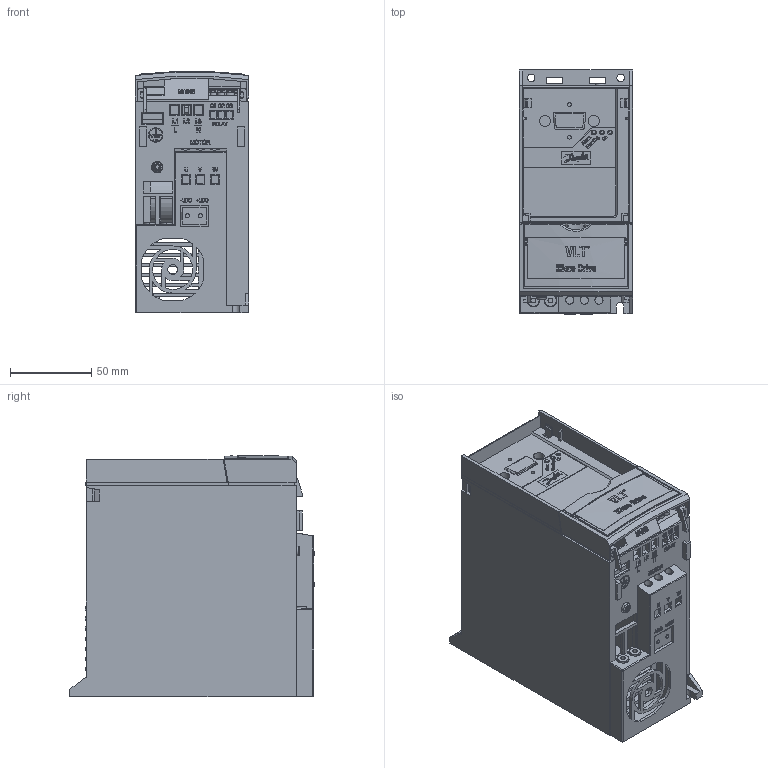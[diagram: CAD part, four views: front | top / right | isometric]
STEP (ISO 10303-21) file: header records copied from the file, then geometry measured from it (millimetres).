
FILE_DESCRIPTION((''),'2;1');
FILE_NAME('M1-FOR-MARKETING','2006-10-29T',('cn1241'),('Danfoss Drives A/S'),'PRO/ENGINEER BY PARAMETRIC TECHNOLOGY CORPORATION, 2004130','PRO/ENGINEER BY PARAMETRIC TECHNOLOGY CORPORATION, 2004130','');
FILE_SCHEMA(('AUTOMOTIVE_DESIGN_CC2 { 1 2 10303 214 -1 1 5 2 }'));
Products named in the file (1): M1-FOR-MARKETING
Bounding box: 70.1 x 150.3 x 148.35 mm (x, y, z)
Volume: 939433.3 mm3; surface area: 226136.6 mm2
Topology: 4 solids, 5 shells, 2519 faces, 7470 edges, 5026 vertices
Faces by surface type: plane 2045, cylinder 300, extrusion 98, bspline 49, cone 14, torus 12, sphere 1
Entity records: 109660 total; most frequent: CARTESIAN_POINT 19016, ORIENTED_EDGE 14844, DIRECTION 12380, PRESENTATION_STYLE_ASSIGNMENT 7537, STYLED_ITEM 7427, CURVE_STYLE 7423, EDGE_CURVE 7422, VECTOR 6382
